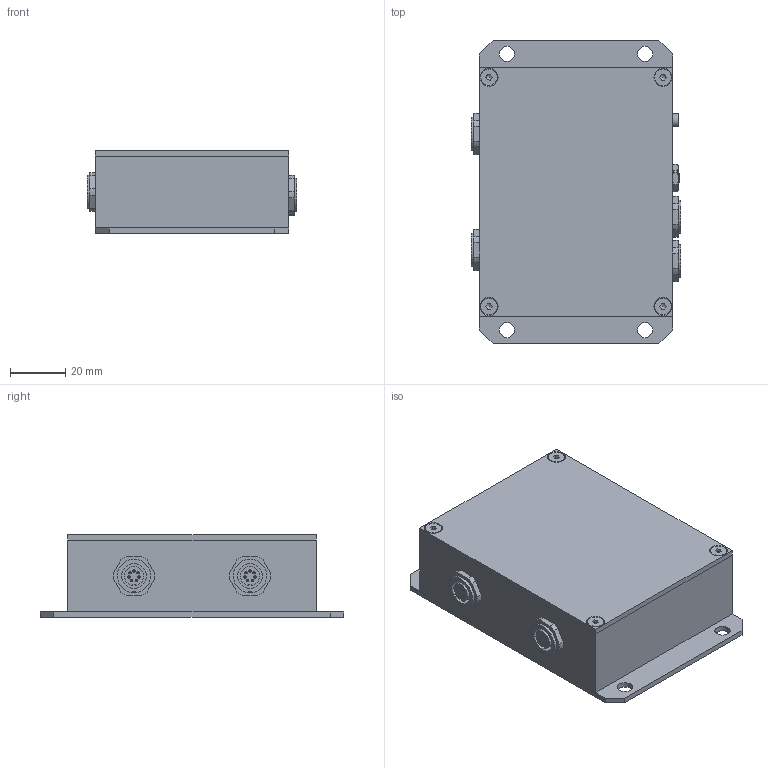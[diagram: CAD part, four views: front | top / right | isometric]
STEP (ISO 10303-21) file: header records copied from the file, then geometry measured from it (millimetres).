
FILE_DESCRIPTION(/* description */ (''),/* implementation_level */ '2;1');
FILE_NAME(/* name */ 'PVSI0168.stp',/* time_stamp */ '2016-10-11T11:33:23+02:00',/* author */ ('mitarbeiter'),/* organization */ (''),/* preprocessor_version */ 'ST-DEVELOPER v15.2',/* originating_system */ 'Autodesk Inventor 2014',/* authorisation */ '');
FILE_SCHEMA (('AUTOMOTIVE_DESIGN { 1 0 10303 214 3 1 1 }'));
Length unit declared in the file: millimetre
Products named in the file (1): PVSI0168
Bounding box: 76 x 110 x 30 mm (x, y, z)
Volume: 192868.8 mm3; surface area: 27626.6 mm2
Topology: 1 solids, 9 shells, 470 faces, 1037 edges, 666 vertices
Faces by surface type: plane 240, cylinder 155, cone 71, sphere 4
Full cylindrical faces by diameter (mm): 0.5 x33, 2.4 x1, 2.6 x1, 3 x8, 3.2 x4, 3.4 x8, 4.5 x1, 5 x2, 5.5 x4, 6 x9, 7 x1, 7.05 x1, 7.1 x1, 7.3 x1, 7.5 x1, 9 x4
Entity records: 11869 total; most frequent: CARTESIAN_POINT 2159, DIRECTION 2100, ORIENTED_EDGE 1700, AXIS2_PLACEMENT_3D 859, EDGE_CURVE 850, EDGE_LOOP 710, VERTEX_POINT 622, FACE_OUTER_BOUND 470
